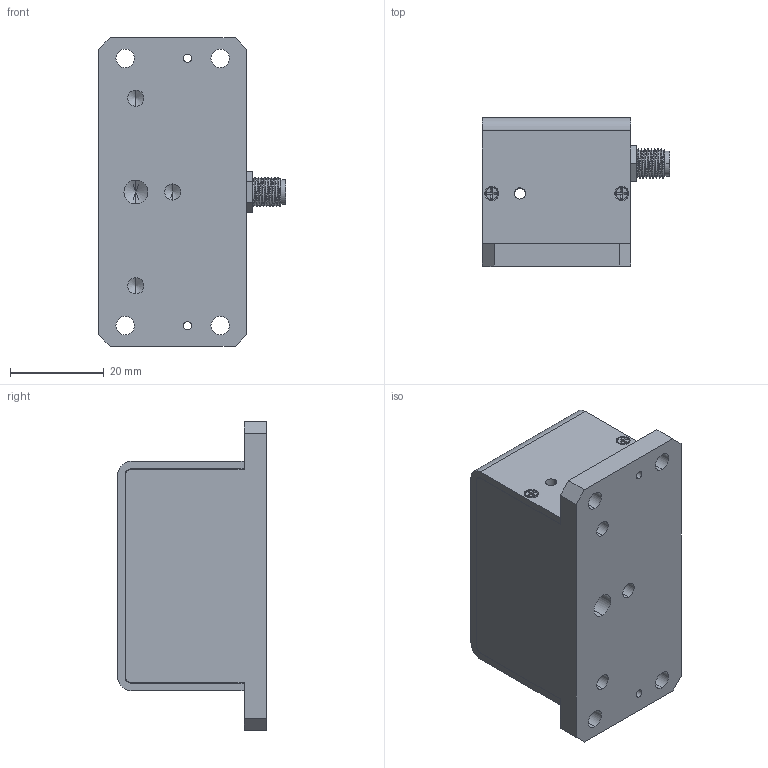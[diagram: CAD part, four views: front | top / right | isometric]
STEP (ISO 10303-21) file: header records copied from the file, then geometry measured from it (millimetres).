
FILE_DESCRIPTION (( 'STEP AP214' ), '1' );
FILE_NAME ('15959-E01.STEP', '2012-01-23T22:41:44', ( 'User' ), ( 'Microsoft' ), 'SwSTEP 2.0', 'SolidWorks 2011', '' );
FILE_SCHEMA (( 'AUTOMOTIVE_DESIGN' ));
Length unit declared in the file: millimetre
Products named in the file (1): 15959-E01
Bounding box: 40.01 x 31.79 x 66.04 mm (x, y, z)
Volume: 28211.9 mm3; surface area: 18817.3 mm2
Topology: 13 solids, 13 shells, 1048 faces, 2678 edges, 1725 vertices
Faces by surface type: plane 588, bspline 224, cylinder 172, cone 64
Entity records: 55727 total; most frequent: CARTESIAN_POINT 20196, ORIENTED_EDGE 5308, DIRECTION 4107, EDGE_CURVE 2654, VECTOR 1831, LINE 1831, VERTEX_POINT 1725, EDGE_LOOP 1179
